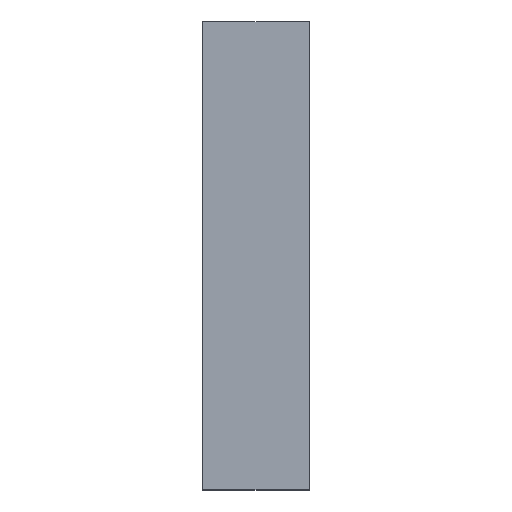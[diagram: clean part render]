
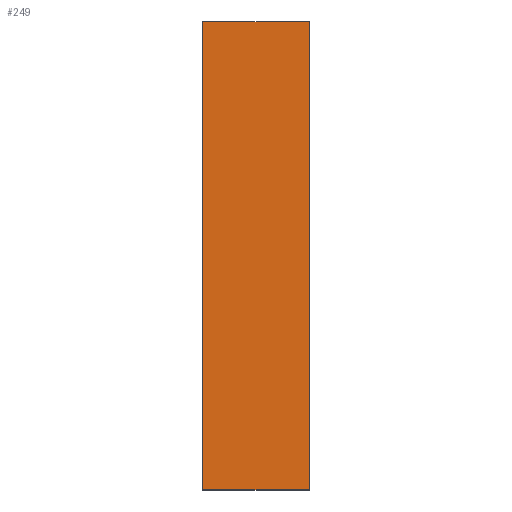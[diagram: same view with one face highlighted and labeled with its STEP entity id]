
A CAD part, top view. The second image highlights one B-rep face of the part: STEP entity #249.
In plain terms, the highlighted planar face has unit normal (0, 0, 1).
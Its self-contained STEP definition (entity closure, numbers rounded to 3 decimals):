
#72 = VERTEX_POINT('',#73);
#73 = CARTESIAN_POINT('',(42.25,-24.,33.));
#79 = EDGE_CURVE('',#72,#80,#82,.T.);
#80 = VERTEX_POINT('',#81);
#81 = CARTESIAN_POINT('',(42.25,-2.,33.));
#82 = LINE('',#83,#84);
#83 = CARTESIAN_POINT('',(42.25,-24.,33.));
#84 = VECTOR('',#85,1.);
#85 = DIRECTION('',(0.,1.,0.));
#223 = EDGE_CURVE('',#80,#224,#226,.T.);
#224 = VERTEX_POINT('',#225);
#225 = CARTESIAN_POINT('',(47.25,-2.,33.));
#226 = LINE('',#227,#228);
#227 = CARTESIAN_POINT('',(42.25,-2.,33.));
#228 = VECTOR('',#229,1.);
#229 = DIRECTION('',(1.,0.,0.));
#249 = ADVANCED_FACE('',(#250),#268,.T.);
#250 = FACE_BOUND('',#251,.F.);
#251 = EDGE_LOOP('',(#252,#253,#261,#267));
#252 = ORIENTED_EDGE('',*,*,#223,.T.);
#253 = ORIENTED_EDGE('',*,*,#254,.T.);
#254 = EDGE_CURVE('',#224,#255,#257,.T.);
#255 = VERTEX_POINT('',#256);
#256 = CARTESIAN_POINT('',(47.25,-24.,33.));
#257 = LINE('',#258,#259);
#258 = CARTESIAN_POINT('',(47.25,-2.,33.));
#259 = VECTOR('',#260,1.);
#260 = DIRECTION('',(0.,-1.,0.));
#261 = ORIENTED_EDGE('',*,*,#262,.T.);
#262 = EDGE_CURVE('',#255,#72,#263,.T.);
#263 = LINE('',#264,#265);
#264 = CARTESIAN_POINT('',(47.25,-24.,33.));
#265 = VECTOR('',#266,1.);
#266 = DIRECTION('',(-1.,0.,0.));
#267 = ORIENTED_EDGE('',*,*,#79,.T.);
#268 = PLANE('',#269);
#269 = AXIS2_PLACEMENT_3D('',#270,#271,#272);
#270 = CARTESIAN_POINT('',(44.75,-13.,33.));
#271 = DIRECTION('',(0.,0.,1.));
#272 = DIRECTION('',(1.,0.,0.));
